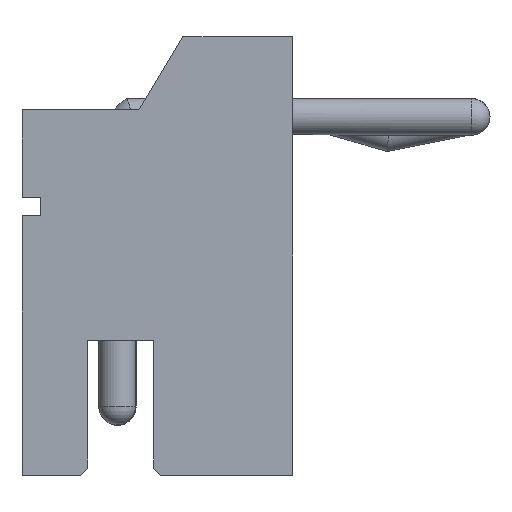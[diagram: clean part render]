
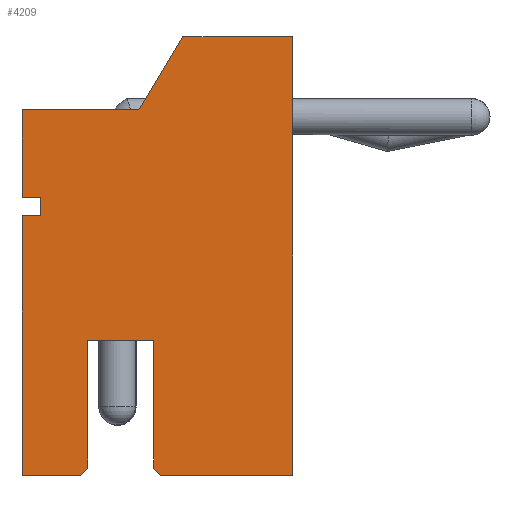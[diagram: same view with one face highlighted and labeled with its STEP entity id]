
A CAD part, left-side view. The second image highlights one B-rep face of the part: STEP entity #4209.
In plain terms, the highlighted planar face has unit normal (-1, 0, 0).
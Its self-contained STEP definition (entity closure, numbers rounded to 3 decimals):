
#85=DIRECTION('',(0.,-0.707,0.707));
#86=VECTOR('',#85,0.141);
#87=CARTESIAN_POINT('',(-6.75,1.05,0.));
#88=LINE('',#87,#86);
#89=DIRECTION('',(0.,-1.,0.));
#90=VECTOR('',#89,0.8);
#91=CARTESIAN_POINT('',(-6.75,1.85,0.));
#92=LINE('',#91,#90);
#93=DIRECTION('',(0.,0.514,-0.857));
#94=VECTOR('',#93,1.166);
#95=CARTESIAN_POINT('',(-6.75,-0.35,6.));
#96=LINE('',#95,#94);
#97=DIRECTION('',(0.,-1.,0.));
#98=VECTOR('',#97,1.8);
#99=CARTESIAN_POINT('',(-6.75,-0.05,0.));
#100=LINE('',#99,#98);
#101=DIRECTION('',(0.,-0.707,-0.707));
#102=VECTOR('',#101,0.141);
#103=CARTESIAN_POINT('',(-6.75,0.05,0.1));
#104=LINE('',#103,#102);
#105=DIRECTION('',(0.,-1.,0.));
#106=VECTOR('',#105,0.9);
#107=CARTESIAN_POINT('',(-6.75,0.95,1.85));
#108=LINE('',#107,#106);
#109=DIRECTION('',(0.,0.,1.));
#110=VECTOR('',#109,1.75);
#111=CARTESIAN_POINT('',(-6.75,0.95,0.1));
#112=LINE('',#111,#110);
#113=DIRECTION('',(0.,0.,1.));
#114=VECTOR('',#113,3.55);
#115=CARTESIAN_POINT('',(-6.75,1.85,0.));
#116=LINE('',#115,#114);
#133=DIRECTION('',(0.,1.,0.));
#134=VECTOR('',#133,0.25);
#135=CARTESIAN_POINT('',(-6.75,1.6,3.55));
#136=LINE('',#135,#134);
#149=DIRECTION('',(0.,0.,-1.));
#150=VECTOR('',#149,0.25);
#151=CARTESIAN_POINT('',(-6.75,1.6,3.8));
#152=LINE('',#151,#150);
#161=DIRECTION('',(0.,-1.,0.));
#162=VECTOR('',#161,0.25);
#163=CARTESIAN_POINT('',(-6.75,1.85,3.8));
#164=LINE('',#163,#162);
#173=DIRECTION('',(0.,0.,1.));
#174=VECTOR('',#173,1.2);
#175=CARTESIAN_POINT('',(-6.75,1.85,3.8));
#176=LINE('',#175,#174);
#393=DIRECTION('',(0.,0.,-1.));
#394=VECTOR('',#393,1.75);
#395=CARTESIAN_POINT('',(-6.75,0.05,1.85));
#396=LINE('',#395,#394);
#1423=DIRECTION('',(0.,0.,-1.));
#1424=VECTOR('',#1423,6.);
#1425=CARTESIAN_POINT('',(-6.75,-1.85,6.));
#1426=LINE('',#1425,#1424);
#1439=DIRECTION('',(0.,-1.,0.));
#1440=VECTOR('',#1439,1.5);
#1441=CARTESIAN_POINT('',(-6.75,-0.35,6.));
#1442=LINE('',#1441,#1440);
#1451=DIRECTION('',(0.,1.,0.));
#1452=VECTOR('',#1451,1.6);
#1453=CARTESIAN_POINT('',(-6.75,0.25,5.));
#1454=LINE('',#1453,#1452);
#3369=CARTESIAN_POINT('',(-6.75,1.05,0.));
#3370=VERTEX_POINT('',#3369);
#3371=CARTESIAN_POINT('',(-6.75,1.85,0.));
#3372=VERTEX_POINT('',#3371);
#3397=CARTESIAN_POINT('',(-6.75,-1.85,0.));
#3398=VERTEX_POINT('',#3397);
#3399=CARTESIAN_POINT('',(-6.75,-0.05,0.));
#3400=VERTEX_POINT('',#3399);
#3440=CARTESIAN_POINT('',(-6.75,0.95,0.1));
#3442=VERTEX_POINT('',#3440);
#3449=CARTESIAN_POINT('',(-6.75,0.95,1.85));
#3450=VERTEX_POINT('',#3449);
#3511=CARTESIAN_POINT('',(-6.75,0.05,1.85));
#3512=VERTEX_POINT('',#3511);
#3515=CARTESIAN_POINT('',(-6.75,1.85,3.55));
#3516=VERTEX_POINT('',#3515);
#3517=CARTESIAN_POINT('',(-6.75,1.6,3.55));
#3518=VERTEX_POINT('',#3517);
#3519=CARTESIAN_POINT('',(-6.75,1.6,3.8));
#3520=VERTEX_POINT('',#3519);
#3521=CARTESIAN_POINT('',(-6.75,1.85,3.8));
#3522=VERTEX_POINT('',#3521);
#3523=CARTESIAN_POINT('',(-6.75,1.85,5.));
#3524=VERTEX_POINT('',#3523);
#3525=CARTESIAN_POINT('',(-6.75,0.25,5.));
#3526=VERTEX_POINT('',#3525);
#3527=CARTESIAN_POINT('',(-6.75,-0.35,6.));
#3528=VERTEX_POINT('',#3527);
#3529=CARTESIAN_POINT('',(-6.75,-1.85,6.));
#3530=VERTEX_POINT('',#3529);
#3531=CARTESIAN_POINT('',(-6.75,0.05,0.1));
#3532=VERTEX_POINT('',#3531);
#4173=CARTESIAN_POINT('',(-6.75,0.,3.));
#4174=DIRECTION('',(1.,0.,0.));
#4175=DIRECTION('',(0.,-1.,0.));
#4176=AXIS2_PLACEMENT_3D('',#4173,#4174,#4175);
#4177=PLANE('',#4176);
#4178=ORIENTED_EDGE('',*,*,#4165,.F.);
#4179=ORIENTED_EDGE('',*,*,#3986,.F.);
#4181=ORIENTED_EDGE('',*,*,#4180,.T.);
#4183=ORIENTED_EDGE('',*,*,#4182,.F.);
#4185=ORIENTED_EDGE('',*,*,#4184,.F.);
#4187=ORIENTED_EDGE('',*,*,#4186,.F.);
#4189=ORIENTED_EDGE('',*,*,#4188,.T.);
#4191=ORIENTED_EDGE('',*,*,#4190,.F.);
#4193=ORIENTED_EDGE('',*,*,#4192,.F.);
#4195=ORIENTED_EDGE('',*,*,#4194,.T.);
#4197=ORIENTED_EDGE('',*,*,#4196,.T.);
#4199=ORIENTED_EDGE('',*,*,#4198,.F.);
#4201=ORIENTED_EDGE('',*,*,#4200,.F.);
#4203=ORIENTED_EDGE('',*,*,#4202,.F.);
#4205=ORIENTED_EDGE('',*,*,#4204,.F.);
#4206=ORIENTED_EDGE('',*,*,#4148,.F.);
#4207=EDGE_LOOP('',(#4178,#4179,#4181,#4183,#4185,#4187,#4189,#4191,#4193,#4195,
#4197,#4199,#4201,#4203,#4205,#4206));
#4208=FACE_OUTER_BOUND('',#4207,.F.);
#4209=ADVANCED_FACE('',(#4208),#4177,.F.);
#3986=EDGE_CURVE('',#3372,#3370,#92,.T.);
#4148=EDGE_CURVE('',#3442,#3450,#112,.T.);
#4165=EDGE_CURVE('',#3370,#3442,#88,.T.);
#4180=EDGE_CURVE('',#3372,#3516,#116,.T.);
#4182=EDGE_CURVE('',#3518,#3516,#136,.T.);
#4184=EDGE_CURVE('',#3520,#3518,#152,.T.);
#4186=EDGE_CURVE('',#3522,#3520,#164,.T.);
#4188=EDGE_CURVE('',#3522,#3524,#176,.T.);
#4190=EDGE_CURVE('',#3526,#3524,#1454,.T.);
#4192=EDGE_CURVE('',#3528,#3526,#96,.T.);
#4194=EDGE_CURVE('',#3528,#3530,#1442,.T.);
#4196=EDGE_CURVE('',#3530,#3398,#1426,.T.);
#4198=EDGE_CURVE('',#3400,#3398,#100,.T.);
#4200=EDGE_CURVE('',#3532,#3400,#104,.T.);
#4202=EDGE_CURVE('',#3512,#3532,#396,.T.);
#4204=EDGE_CURVE('',#3450,#3512,#108,.T.);
